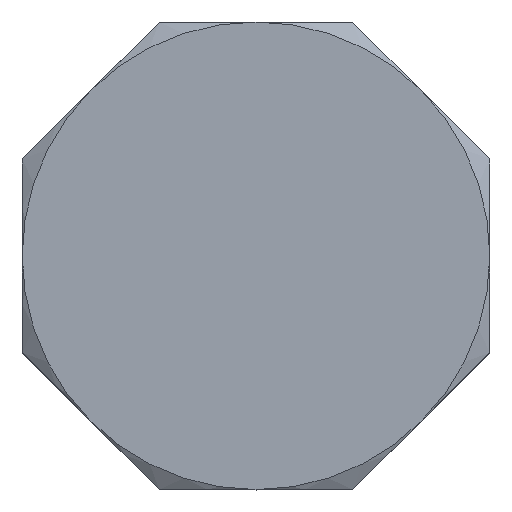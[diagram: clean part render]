
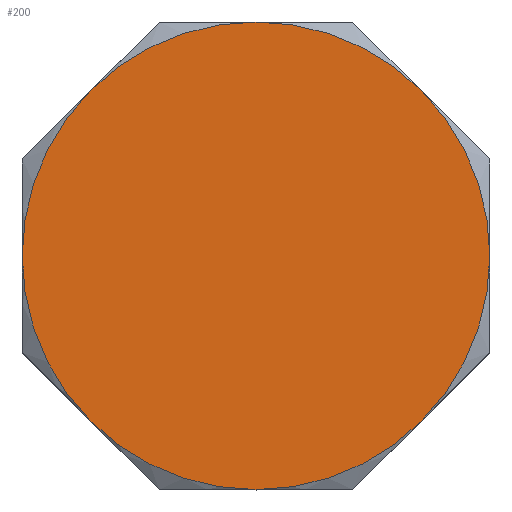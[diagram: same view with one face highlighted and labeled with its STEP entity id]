
A CAD part, top view. The second image highlights one B-rep face of the part: STEP entity #200.
In plain terms, the highlighted planar face has unit normal (0, 0, 1).
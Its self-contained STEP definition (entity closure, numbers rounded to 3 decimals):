
#61 = VERTEX_POINT ( 'NONE', #528 ) ;
#135 = VERTEX_POINT ( 'NONE', #659 ) ;
#139 = VERTEX_POINT ( 'NONE', #613 ) ;
#140 = VERTEX_POINT ( 'NONE', #615 ) ;
#149 = VERTEX_POINT ( 'NONE', #590 ) ;
#198 = EDGE_CURVE ( 'NONE', #140, #294, #658, .T. ) ;
#200 = ADVANCED_FACE ( 'NONE', ( #649 ), #648, .F. ) ;
#201 = EDGE_LOOP ( 'NONE', ( #202, #203, #208, #209, #210, #211, #213, #214 ) ) ;
#202 = ORIENTED_EDGE ( 'NONE', *, *, #198, .T. ) ;
#203 = ORIENTED_EDGE ( 'NONE', *, *, #274, .T. ) ;
#206 = EDGE_CURVE ( 'NONE', #139, #61, #642, .T. ) ;
#208 = ORIENTED_EDGE ( 'NONE', *, *, #268, .T. ) ;
#209 = ORIENTED_EDGE ( 'NONE', *, *, #262, .T. ) ;
#210 = ORIENTED_EDGE ( 'NONE', *, *, #206, .T. ) ;
#211 = ORIENTED_EDGE ( 'NONE', *, *, #212, .T. ) ;
#212 = EDGE_CURVE ( 'NONE', #61, #240, #500, .T. ) ;
#213 = ORIENTED_EDGE ( 'NONE', *, *, #260, .T. ) ;
#214 = ORIENTED_EDGE ( 'NONE', *, *, #276, .T. ) ;
#240 = VERTEX_POINT ( 'NONE', #805 ) ;
#260 = EDGE_CURVE ( 'NONE', #240, #325, #721, .T. ) ;
#262 = EDGE_CURVE ( 'NONE', #149, #139, #803, .T. ) ;
#268 = EDGE_CURVE ( 'NONE', #135, #149, #791, .T. ) ;
#274 = EDGE_CURVE ( 'NONE', #294, #135, #781, .T. ) ;
#276 = EDGE_CURVE ( 'NONE', #325, #140, #710, .T. ) ;
#294 = VERTEX_POINT ( 'NONE', #871 ) ;
#325 = VERTEX_POINT ( 'NONE', #954 ) ;
#500 = CIRCLE ( 'NONE', #636, 42.5 ) ;
#501 = DIRECTION ( 'NONE',  ( 0., 0., 1. ) ) ;
#528 = CARTESIAN_POINT ( 'NONE',  ( -30.052, 30.052, 20. ) ) ;
#590 = CARTESIAN_POINT ( 'NONE',  ( 30.052, 30.052, 20. ) ) ;
#613 = CARTESIAN_POINT ( 'NONE',  ( 0., 42.5, 20. ) ) ;
#615 = CARTESIAN_POINT ( 'NONE',  ( 0., -42.5, 20. ) ) ;
#635 = CARTESIAN_POINT ( 'NONE',  ( 0., 0., 20. ) ) ;
#636 = AXIS2_PLACEMENT_3D ( 'NONE', #635, #501, #816 ) ;
#639 = DIRECTION ( 'NONE',  ( 0., -1., 0. ) ) ;
#640 = DIRECTION ( 'NONE',  ( 0., 0., 1. ) ) ;
#641 = AXIS2_PLACEMENT_3D ( 'NONE', #646, #640, #639 ) ;
#642 = CIRCLE ( 'NONE', #641, 42.5 ) ;
#643 = DIRECTION ( 'NONE',  ( 0., 1., 0. ) ) ;
#644 = DIRECTION ( 'NONE',  ( 0., 0., -1. ) ) ;
#645 = AXIS2_PLACEMENT_3D ( 'NONE', #647, #644, #643 ) ;
#646 = CARTESIAN_POINT ( 'NONE',  ( 0., 0., 20. ) ) ;
#647 = CARTESIAN_POINT ( 'NONE',  ( 0., 42.5, 20. ) ) ;
#648 = PLANE ( 'NONE',  #645 ) ;
#649 = FACE_OUTER_BOUND ( 'NONE', #201, .T. ) ;
#650 = DIRECTION ( 'NONE',  ( 0., -1., 0. ) ) ;
#651 = DIRECTION ( 'NONE',  ( 0., 0., 1. ) ) ;
#652 = CARTESIAN_POINT ( 'NONE',  ( 0., 0., 20. ) ) ;
#653 = AXIS2_PLACEMENT_3D ( 'NONE', #652, #651, #650 ) ;
#658 = CIRCLE ( 'NONE', #653, 42.5 ) ;
#659 = CARTESIAN_POINT ( 'NONE',  ( 42.5, 0., 20. ) ) ;
#706 = DIRECTION ( 'NONE',  ( 0., -1., 0. ) ) ;
#707 = DIRECTION ( 'NONE',  ( 0., 0., 1. ) ) ;
#708 = CARTESIAN_POINT ( 'NONE',  ( 0., 0., 20. ) ) ;
#709 = AXIS2_PLACEMENT_3D ( 'NONE', #708, #707, #706 ) ;
#710 = CIRCLE ( 'NONE', #709, 42.5 ) ;
#711 = DIRECTION ( 'NONE',  ( 0., 0., 1. ) ) ;
#712 = AXIS2_PLACEMENT_3D ( 'NONE', #722, #711, #804 ) ;
#721 = CIRCLE ( 'NONE', #712, 42.5 ) ;
#722 = CARTESIAN_POINT ( 'NONE',  ( 0., 0., 20. ) ) ;
#777 = DIRECTION ( 'NONE',  ( 0., -1., 0. ) ) ;
#778 = DIRECTION ( 'NONE',  ( 0., 0., 1. ) ) ;
#779 = CARTESIAN_POINT ( 'NONE',  ( 0., 0., 20. ) ) ;
#780 = AXIS2_PLACEMENT_3D ( 'NONE', #779, #778, #777 ) ;
#781 = CIRCLE ( 'NONE', #780, 42.5 ) ;
#788 = DIRECTION ( 'NONE',  ( 0., -1., 0. ) ) ;
#789 = DIRECTION ( 'NONE',  ( 0., 0., 1. ) ) ;
#790 = AXIS2_PLACEMENT_3D ( 'NONE', #792, #789, #788 ) ;
#791 = CIRCLE ( 'NONE', #790, 42.5 ) ;
#792 = CARTESIAN_POINT ( 'NONE',  ( 0., 0., 20. ) ) ;
#799 = DIRECTION ( 'NONE',  ( 0., -1., 0. ) ) ;
#800 = DIRECTION ( 'NONE',  ( 0., 0., 1. ) ) ;
#801 = CARTESIAN_POINT ( 'NONE',  ( 0., 0., 20. ) ) ;
#802 = AXIS2_PLACEMENT_3D ( 'NONE', #801, #800, #799 ) ;
#803 = CIRCLE ( 'NONE', #802, 42.5 ) ;
#804 = DIRECTION ( 'NONE',  ( 0., -1., 0. ) ) ;
#805 = CARTESIAN_POINT ( 'NONE',  ( -42.5, 0., 20. ) ) ;
#816 = DIRECTION ( 'NONE',  ( 0., -1., 0. ) ) ;
#871 = CARTESIAN_POINT ( 'NONE',  ( 30.052, -30.052, 20. ) ) ;
#954 = CARTESIAN_POINT ( 'NONE',  ( -30.052, -30.052, 20. ) ) ;
